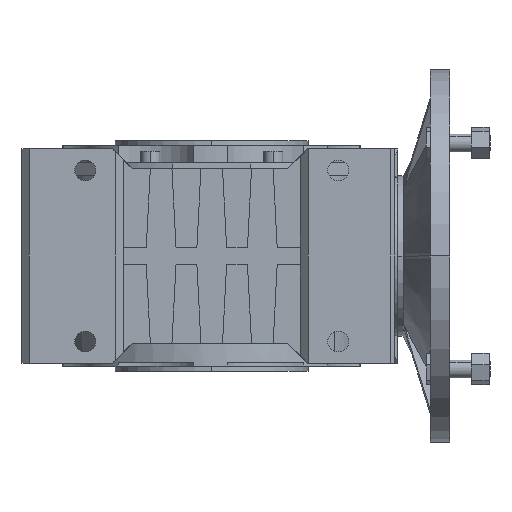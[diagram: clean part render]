
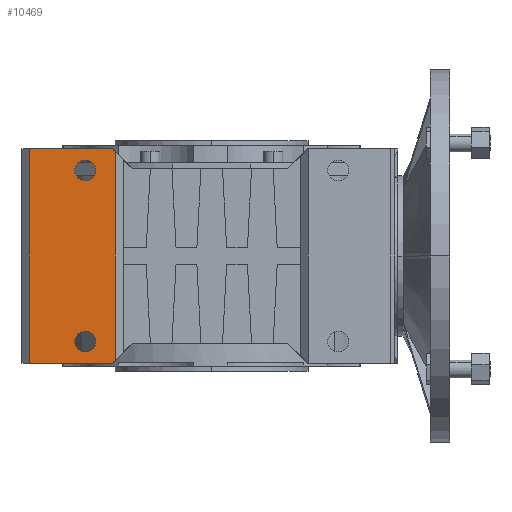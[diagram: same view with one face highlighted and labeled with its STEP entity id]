
A CAD part, front view. The second image highlights one B-rep face of the part: STEP entity #10469.
In plain terms, the highlighted planar face has unit normal (0, -1, 0).
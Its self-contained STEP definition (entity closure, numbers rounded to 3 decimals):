
#5685 = EDGE_CURVE( '', #13311, #15231, #15907, .T. );
#6133 = EDGE_CURVE( '', #15035, #14689, #16405, .T. );
#7051 = VERTEX_POINT( '', #17415 );
#7059 = VERTEX_POINT( '', #17424 );
#7727 = VERTEX_POINT( '', #18170 );
#8201 = VERTEX_POINT( '', #18699 );
#8537 = VERTEX_POINT( '', #19072 );
#9343 = EDGE_CURVE( '', #8537, #10359, #19963, .T. );
#9407 = EDGE_CURVE( '', #10359, #7059, #20034, .T. );
#10359 = VERTEX_POINT( '', #21064 );
#10469 = ADVANCED_FACE( '', ( #21178, #21179, #21180 ), #21181, .T. );
#12061 = EDGE_CURVE( '', #8201, #7727, #22924, .T. );
#13209 = EDGE_CURVE( '', #15231, #13311, #24192, .T. );
#13311 = VERTEX_POINT( '', #24304 );
#13377 = EDGE_CURVE( '', #7727, #8201, #24379, .T. );
#13841 = EDGE_CURVE( '', #7051, #7059, #24889, .T. );
#14573 = EDGE_CURVE( '', #14689, #7051, #25701, .T. );
#14689 = VERTEX_POINT( '', #25824 );
#14809 = EDGE_CURVE( '', #8537, #15035, #25958, .T. );
#15035 = VERTEX_POINT( '', #26222 );
#15231 = VERTEX_POINT( '', #26439 );
#15907 = CIRCLE( '', #27387, 7. );
#16405 = LINE( '', #28071, #28072 );
#17415 = CARTESIAN_POINT( '', ( -67., -127.5, 72. ) );
#17424 = CARTESIAN_POINT( '', ( -122.5, -127.5, 72. ) );
#18170 = CARTESIAN_POINT( '', ( -85., -127.5, -50.5 ) );
#18699 = CARTESIAN_POINT( '', ( -85., -127.5, -64.5 ) );
#19072 = CARTESIAN_POINT( '', ( -67., -127.5, -72. ) );
#19963 = LINE( '', #33071, #33072 );
#20034 = LINE( '', #33177, #33178 );
#21064 = CARTESIAN_POINT( '', ( -122.5, -127.5, -72. ) );
#21178 = FACE_BOUND( '', #34809, .T. );
#21179 = FACE_BOUND( '', #34810, .T. );
#21180 = FACE_OUTER_BOUND( '', #34811, .T. );
#21181 = PLANE( '', #34812 );
#22924 = CIRCLE( '', #37422, 7. );
#24192 = CIRCLE( '', #39288, 7. );
#24304 = CARTESIAN_POINT( '', ( -85., -127.5, 50.5 ) );
#24379 = CIRCLE( '', #39558, 7. );
#24889 = LINE( '', #40311, #40312 );
#25701 = LINE( '', #41484, #41485 );
#25824 = CARTESIAN_POINT( '', ( -65., -127.5, 70. ) );
#25958 = LINE( '', #41870, #41871 );
#26222 = CARTESIAN_POINT( '', ( -65., -127.5, -70. ) );
#26439 = CARTESIAN_POINT( '', ( -85., -127.5, 64.5 ) );
#27387 = AXIS2_PLACEMENT_3D( '', #43206, #43207, #43208 );
#28071 = CARTESIAN_POINT( '', ( -65., -127.5, -72. ) );
#28072 = VECTOR( '', #43799, 1. );
#33071 = CARTESIAN_POINT( '', ( -65., -127.5, -72. ) );
#33072 = VECTOR( '', #47900, 1. );
#33177 = CARTESIAN_POINT( '', ( -122.5, -127.5, -72. ) );
#33178 = VECTOR( '', #47982, 1. );
#34809 = EDGE_LOOP( '', ( #49100, #49101 ) );
#34810 = EDGE_LOOP( '', ( #49102, #49103 ) );
#34811 = EDGE_LOOP( '', ( #49104, #49105, #49106, #49107, #49108, #49109 ) );
#34812 = AXIS2_PLACEMENT_3D( '', #49110, #49111, #49112 );
#37422 = AXIS2_PLACEMENT_3D( '', #51070, #51071, #51072 );
#39288 = AXIS2_PLACEMENT_3D( '', #52510, #52511, #52512 );
#39558 = AXIS2_PLACEMENT_3D( '', #52709, #52710, #52711 );
#40311 = CARTESIAN_POINT( '', ( -65., -127.5, 72. ) );
#40312 = VECTOR( '', #53277, 1. );
#41484 = CARTESIAN_POINT( '', ( -23.75, -127.5, 28.75 ) );
#41485 = VECTOR( '', #54207, 1. );
#41870 = CARTESIAN_POINT( '', ( -66.5, -127.5, -71.5 ) );
#41871 = VECTOR( '', #54490, 1. );
#43206 = CARTESIAN_POINT( '', ( -85., -127.5, 57.5 ) );
#43207 = DIRECTION( '', ( 0., 1., 0. ) );
#43208 = DIRECTION( '', ( 0., 0., -1. ) );
#43799 = DIRECTION( '', ( 0., 0., 1. ) );
#47900 = DIRECTION( '', ( -1., 0., 0. ) );
#47982 = DIRECTION( '', ( 0., 0., 1. ) );
#49100 = ORIENTED_EDGE( '', *, *, #12061, .T. );
#49101 = ORIENTED_EDGE( '', *, *, #13377, .T. );
#49102 = ORIENTED_EDGE( '', *, *, #5685, .T. );
#49103 = ORIENTED_EDGE( '', *, *, #13209, .T. );
#49104 = ORIENTED_EDGE( '', *, *, #14809, .T. );
#49105 = ORIENTED_EDGE( '', *, *, #6133, .T. );
#49106 = ORIENTED_EDGE( '', *, *, #14573, .T. );
#49107 = ORIENTED_EDGE( '', *, *, #13841, .T. );
#49108 = ORIENTED_EDGE( '', *, *, #9407, .F. );
#49109 = ORIENTED_EDGE( '', *, *, #9343, .F. );
#49110 = CARTESIAN_POINT( '', ( -65., -127.5, -72. ) );
#49111 = DIRECTION( '', ( 0., -1., 0. ) );
#49112 = DIRECTION( '', ( 1., 0., 0. ) );
#51070 = CARTESIAN_POINT( '', ( -85., -127.5, -57.5 ) );
#51071 = DIRECTION( '', ( 0., 1., 0. ) );
#51072 = DIRECTION( '', ( 0., 0., -1. ) );
#52510 = CARTESIAN_POINT( '', ( -85., -127.5, 57.5 ) );
#52511 = DIRECTION( '', ( 0., 1., 0. ) );
#52512 = DIRECTION( '', ( 0., 0., -1. ) );
#52709 = CARTESIAN_POINT( '', ( -85., -127.5, -57.5 ) );
#52710 = DIRECTION( '', ( 0., 1., 0. ) );
#52711 = DIRECTION( '', ( 0., 0., -1. ) );
#53277 = DIRECTION( '', ( -1., 0., 0. ) );
#54207 = DIRECTION( '', ( -0.707, 0., 0.707 ) );
#54490 = DIRECTION( '', ( 0.707, 0., 0.707 ) );
